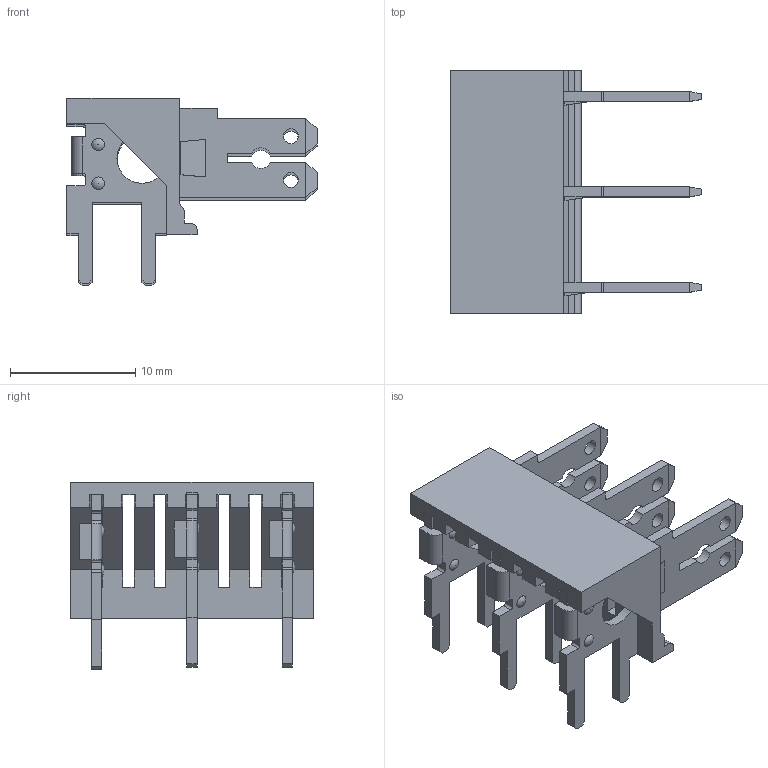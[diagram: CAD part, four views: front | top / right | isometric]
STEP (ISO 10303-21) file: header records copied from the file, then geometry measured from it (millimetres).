
FILE_DESCRIPTION(/* description */ ('Unknown'),/* implementation_level */ '2;1');
FILE_NAME(/* name */ '638307122003',/* time_stamp */ '2020-10-05T17:00:07+02:00',/* author */ ('Unknown'),/* organization */ ('Unknown'),/* preprocessor_version */ 'ST-DEVELOPER v16.7',/* originating_system */ 'DEX',/* authorisation */ $);
FILE_SCHEMA (('AUTOMOTIVE_DESIGN {1 0 10303 214 3 1 1}'));
Length unit declared in the file: millimetre
Products named in the file (3): 6383071220xx; 63800002007; 63800613722
Assembly tree (4 placements, depth 2):
  6383071220xx
    63800002007
    63800613722  x3
Bounding box: 20 x 19.36 x 15 mm (x, y, z)
Volume: 939.9 mm3; surface area: 2260.1 mm2
Topology: 4 solids, 4 shells, 280 faces, 805 edges, 519 vertices
Faces by surface type: plane 219, cylinder 43, cone 12, torus 6
Full cylindrical faces by diameter (mm): 1.2 x6, 4 x3
Entity records: 4705 total; most frequent: CARTESIAN_POINT 826, ORIENTED_EDGE 822, DIRECTION 735, EDGE_CURVE 411, LINE 377, VECTOR 377, VERTEX_POINT 270, AXIS2_PLACEMENT_3D 179
